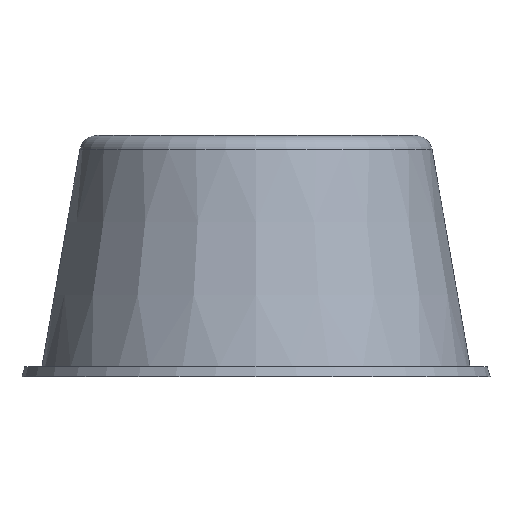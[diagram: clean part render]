
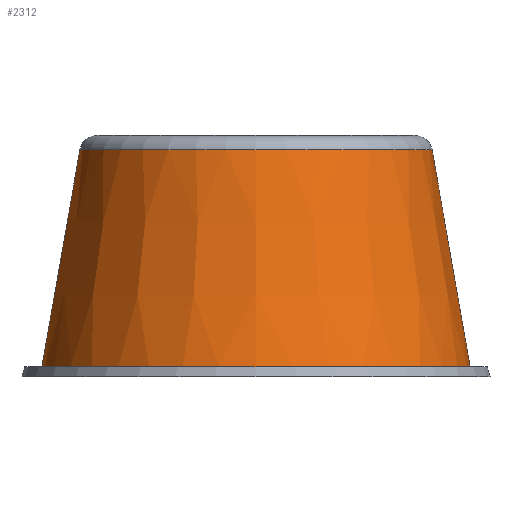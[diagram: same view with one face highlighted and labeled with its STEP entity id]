
A CAD part, front view. The second image highlights one B-rep face of the part: STEP entity #2312.
In plain terms, the highlighted conical face has half-angle 9.926 degrees and reference radius 404.607 mm.
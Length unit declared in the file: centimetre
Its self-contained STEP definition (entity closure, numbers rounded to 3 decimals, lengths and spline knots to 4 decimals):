
#55=CONICAL_SURFACE('',#2529,40.4607,0.173);
#140=LINE('',#7221,#198);
#198=VECTOR('',#3004,40.4607);
#359=FACE_OUTER_BOUND('',#512,.T.);
#512=EDGE_LOOP('',(#1984,#1985,#1986,#1987,#1988));
#660=CIRCLE('',#2526,36.5214);
#662=CIRCLE('',#2528,36.5214);
#663=CIRCLE('',#2530,44.4);
#1037=VERTEX_POINT('',#7213);
#1038=VERTEX_POINT('',#7214);
#1039=VERTEX_POINT('',#7219);
#1381=EDGE_CURVE('',#1037,#1038,#660,.T.);
#1383=EDGE_CURVE('',#1038,#1037,#662,.T.);
#1384=EDGE_CURVE('',#1039,#1039,#663,.T.);
#1385=EDGE_CURVE('',#1039,#1038,#140,.T.);
#1984=ORIENTED_EDGE('',*,*,#1384,.F.);
#1985=ORIENTED_EDGE('',*,*,#1385,.T.);
#1986=ORIENTED_EDGE('',*,*,#1383,.T.);
#1987=ORIENTED_EDGE('',*,*,#1381,.T.);
#1988=ORIENTED_EDGE('',*,*,#1385,.F.);
#2312=ADVANCED_FACE('',(#359),#55,.T.);
#2526=AXIS2_PLACEMENT_3D('',#7215,#2994,#2995);
#2528=AXIS2_PLACEMENT_3D('',#7217,#2998,#2999);
#2529=AXIS2_PLACEMENT_3D('',#7218,#3000,#3001);
#2530=AXIS2_PLACEMENT_3D('',#7220,#3002,#3003);
#2994=DIRECTION('center_axis',(0.,0.,
-1.));
#2995=DIRECTION('ref_axis',(-1.,0.,0.));
#2998=DIRECTION('center_axis',(0.,0.,
-1.));
#2999=DIRECTION('ref_axis',(-1.,0.,0.));
#3000=DIRECTION('center_axis',(0.,0.,
-1.));
#3001=DIRECTION('ref_axis',(0.,-1.,0.));
#3002=DIRECTION('center_axis',(0.,0.,
-1.));
#3003=DIRECTION('ref_axis',(-1.,0.,0.));
#3004=DIRECTION('',(0.,-0.172,0.985));
#7213=CARTESIAN_POINT('',(36.5214,0.,47.0206));
#7214=CARTESIAN_POINT('',(0.,36.5214,47.0206));
#7215=CARTESIAN_POINT('Origin',(0.,0.,
47.0206));
#7217=CARTESIAN_POINT('Origin',(0.,0.,
47.0206));
#7218=CARTESIAN_POINT('Origin',(0.,0.,24.5103));
#7219=CARTESIAN_POINT('',(0.,44.4,2.));
#7220=CARTESIAN_POINT('Origin',(0.,0.,2.));
#7221=CARTESIAN_POINT('',(0.,40.4607,24.5103));
